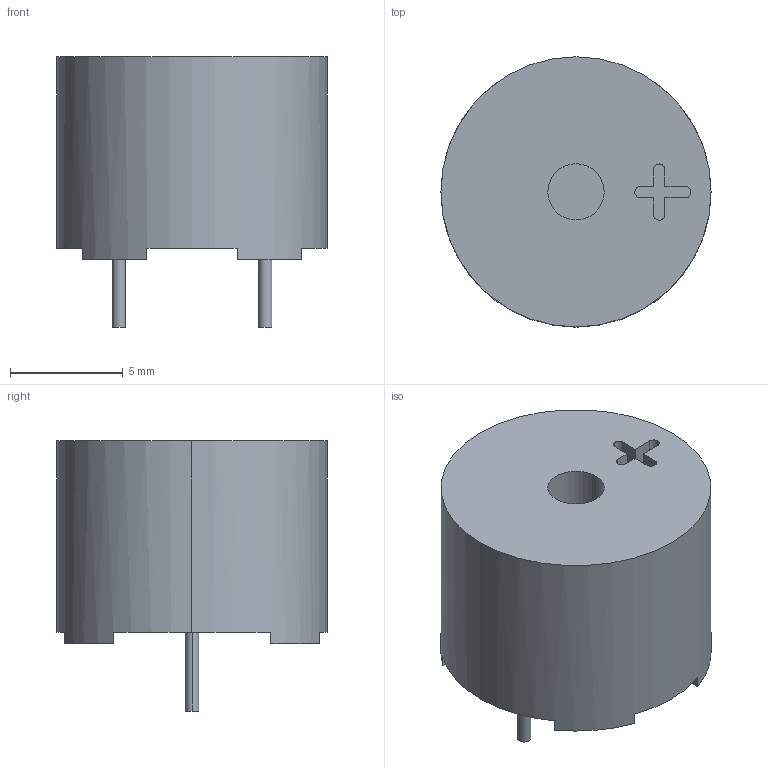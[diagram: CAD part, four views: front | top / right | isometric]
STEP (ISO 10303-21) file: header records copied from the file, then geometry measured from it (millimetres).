
FILE_DESCRIPTION (( 'STEP AP214' ), '1' );
FILE_NAME ('User Library-PMB1205_1212.STEP', '2024-03-10T11:36:59', ( '' ), ( '' ), 'SwSTEP 2.0', 'SolidWorks 2022', '' );
FILE_SCHEMA (( 'AUTOMOTIVE_DESIGN' ));
Length unit declared in the file: millimetre
Products named in the file (4): Imported; Imported_3; Imported_2; User Library-PMB1205_1212
Assembly tree (3 placements, depth 2):
  User Library-PMB1205_1212
    Imported
    Imported_2
    Imported_3
Bounding box: 12 x 12 x 12 mm (x, y, z)
Volume: 956.9 mm3; surface area: 601.7 mm2
Topology: 3 solids, 3 shells, 45 faces, 111 edges, 74 vertices
Faces by surface type: plane 28, cylinder 17
Entity records: 1996 total; most frequent: DIRECTION 255, CARTESIAN_POINT 236, ORIENTED_EDGE 222, EDGE_CURVE 111, AXIS2_PLACEMENT_3D 93, VERTEX_POINT 74, LINE 69, VECTOR 69
